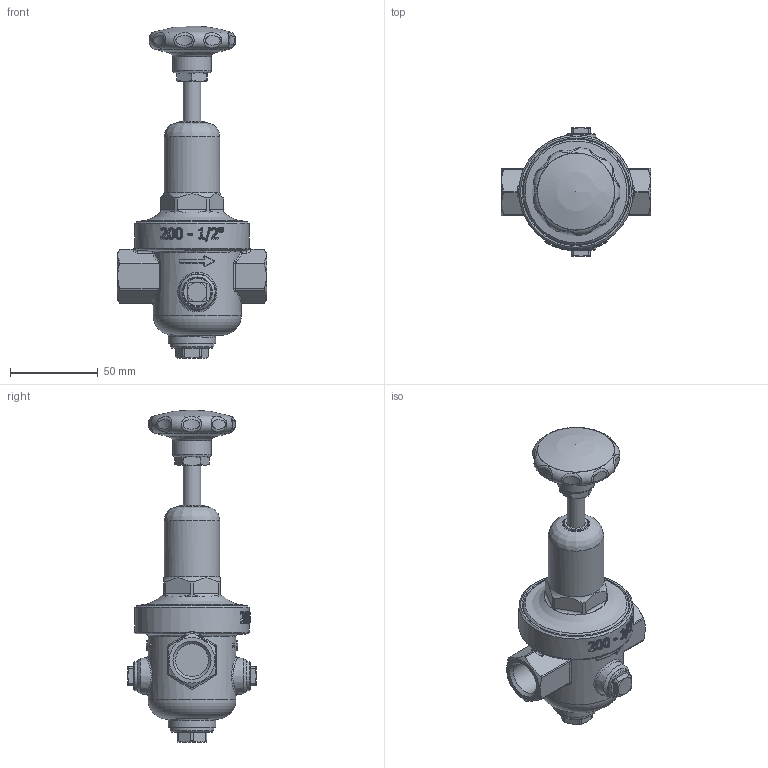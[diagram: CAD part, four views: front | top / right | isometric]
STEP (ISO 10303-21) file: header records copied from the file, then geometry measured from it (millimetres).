
FILE_DESCRIPTION((''),'2;1');
FILE_NAME('002002_002012.stp','2011-12-12T11:20:31',('powierski'),(''),'Autodesk Inventor 2012','Autodesk Inventor 2012','');
FILE_SCHEMA(('AUTOMOTIVE_DESIGN { 1 0 10303 214 1 1 1 1 }'));
Length unit declared in the file: millimetre
Products named in the file (1): 002002_002012_step
Bounding box: 85 x 73 x 188.8 mm (x, y, z)
Volume: 245037.8 mm3; surface area: 40885.6 mm2
Topology: 1 solids, 3 shells, 747 faces, 1677 edges, 960 vertices
Faces by surface type: bspline 302, cylinder 155, plane 117, sphere 60, cone 57, torus 56
Full cylindrical faces by diameter (mm): 10 x2, 10.4 x1, 10.7 x1, 11 x2, 12 x1, 12.3 x1, 16.5 x2, 18.631 x2, 22 x1, 25 x1, 27 x1, 31.5 x1, 43.8 x1, 44 x1, 50 x1, 65 x1
Entity records: 87238 total; most frequent: CARTESIAN_POINT 72063, ORIENTED_EDGE 3170, DIRECTION 2554, EDGE_CURVE 1585, AXIS2_PLACEMENT_3D 1117, VERTEX_POINT 935, EDGE_LOOP 852, STYLED_ITEM 748
